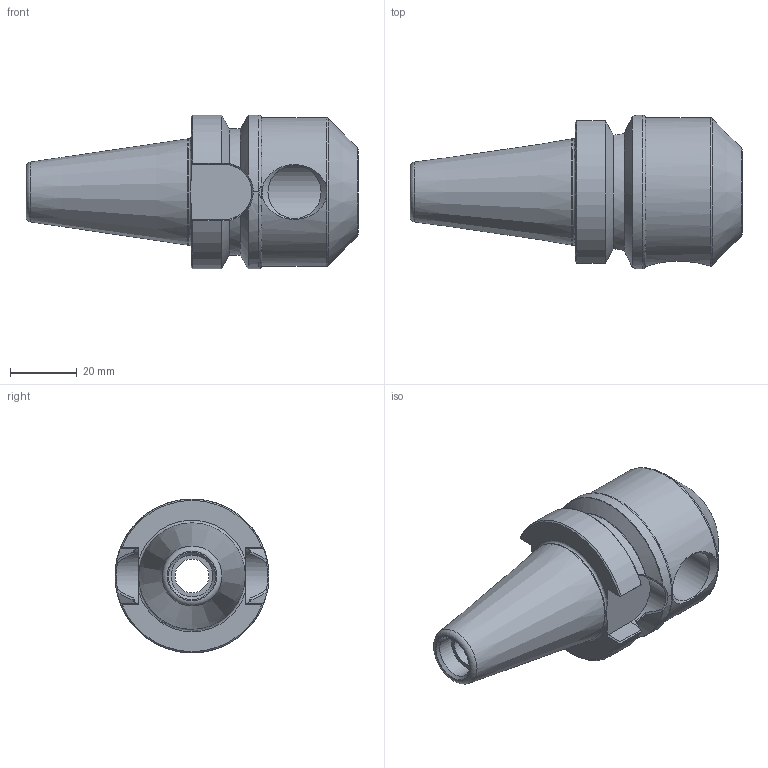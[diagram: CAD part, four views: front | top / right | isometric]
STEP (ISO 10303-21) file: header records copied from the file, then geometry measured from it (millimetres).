
FILE_DESCRIPTION((''),'2;1');
FILE_NAME('BT30-EM.750-2.0D.stp','2018-02-15T11:01:05',(''),(''),'STEP Write','Mastercam 2017 ... CNC Software, Inc.','');
FILE_SCHEMA(('AUTOMOTIVE_DESIGN'));
Length unit declared in the file: inch
Products named in the file (1): None
Bounding box: 99.2 x 46 x 46 mm (x, y, z)
Volume: 69134.1 mm3; surface area: 18246.7 mm2
Topology: 1 solids, 1 shells, 85 faces, 205 edges, 125 vertices
Faces by surface type: cylinder 28, plane 25, torus 12, cone 11, sphere 7, bspline 2
Full cylindrical faces by diameter (mm): 10.109 x1, 12.5 x1, 15.875 x1, 19.05 x1, 31.75 x1, 44.45 x1
Entity records: 2903 total; most frequent: CARTESIAN_POINT 1110, ORIENTED_EDGE 360, DIRECTION 296, EDGE_CURVE 180, AXIS2_PLACEMENT_3D 125, VERTEX_POINT 115, EDGE_LOOP 107, STYLED_ITEM 86
